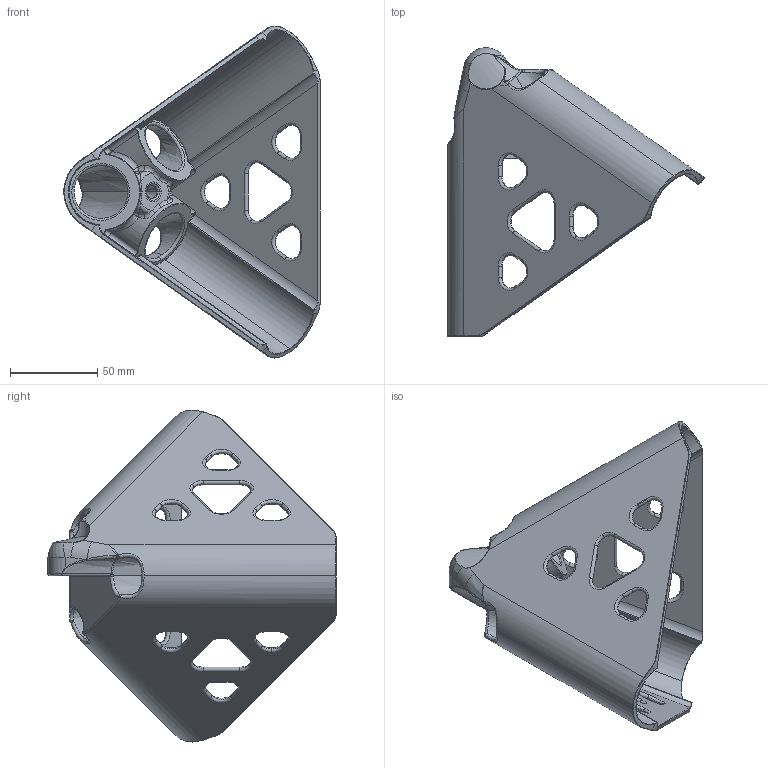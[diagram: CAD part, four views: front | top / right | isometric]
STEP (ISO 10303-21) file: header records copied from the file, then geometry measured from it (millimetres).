
FILE_DESCRIPTION (( 'STEP AP214' ), '1' );
FILE_NAME ('Corner Outer - Mold.step', '2016-04-01T05:02:03', ( '' ), ( '' ), 'SwSTEP 2.0', 'SolidWorks 2016', '' );
FILE_SCHEMA (( 'AUTOMOTIVE_DESIGN' ));
Length unit declared in the file: inch
Products named in the file (1): Corner Outer - Mold
Bounding box: 146.72 x 165.1 x 190.01 mm (x, y, z)
Volume: 220831.9 mm3; surface area: 96014.2 mm2
Topology: 1 solids, 1 shells, 424 faces, 1096 edges, 658 vertices
Faces by surface type: torus 141, bspline 120, cylinder 116, plane 22, sphere 17, cone 8
Entity records: 21108 total; most frequent: CARTESIAN_POINT 11760, ORIENTED_EDGE 2150, DIRECTION 1772, EDGE_CURVE 1075, AXIS2_PLACEMENT_3D 787, VERTEX_POINT 651, CIRCLE 482, EDGE_LOOP 452
